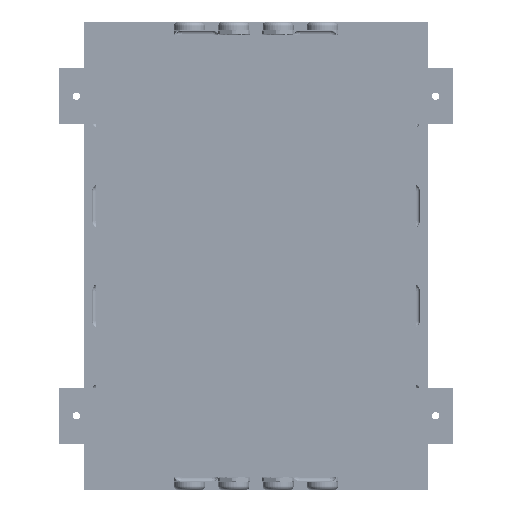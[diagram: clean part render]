
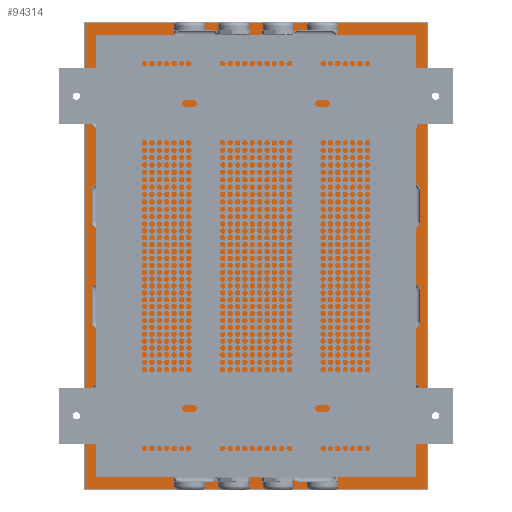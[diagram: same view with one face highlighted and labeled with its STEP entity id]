
A CAD part, front view. The second image highlights one B-rep face of the part: STEP entity #94314.
In plain terms, the highlighted face is planar.
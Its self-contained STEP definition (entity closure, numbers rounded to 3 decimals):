
#3845=FACE_BOUND('',#17295,.T.);
#3846=FACE_BOUND('',#17296,.T.);
#3847=FACE_BOUND('',#17297,.T.);
#3848=FACE_BOUND('',#17298,.T.);
#5480=PLANE('',#103876);
#9993=FACE_OUTER_BOUND('',#17294,.T.);
#17294=EDGE_LOOP('',(#82755,#82756,#82757,#82758));
#17295=EDGE_LOOP('',(#82759));
#17296=EDGE_LOOP('',(#82760));
#17297=EDGE_LOOP('',(#82761));
#17298=EDGE_LOOP('',(#82762));
#24152=LINE('',#162428,#30991);
#24156=LINE('',#162435,#30995);
#24159=LINE('',#162441,#30998);
#24161=LINE('',#162444,#31000);
#30991=VECTOR('',#129389,10.);
#30995=VECTOR('',#129395,10.);
#30998=VECTOR('',#129400,10.);
#31000=VECTOR('',#129404,10.);
#36819=CIRCLE('',#103862,7.5);
#36821=CIRCLE('',#103865,7.5);
#36823=CIRCLE('',#103868,7.5);
#36825=CIRCLE('',#103871,7.5);
#44922=VERTEX_POINT('',#162400);
#44924=VERTEX_POINT('',#162406);
#44926=VERTEX_POINT('',#162412);
#44928=VERTEX_POINT('',#162418);
#44931=VERTEX_POINT('',#162425);
#44932=VERTEX_POINT('',#162427);
#44934=VERTEX_POINT('',#162433);
#44936=VERTEX_POINT('',#162439);
#57553=EDGE_CURVE('',#44922,#44922,#36819,.T.);
#57556=EDGE_CURVE('',#44924,#44924,#36821,.T.);
#57559=EDGE_CURVE('',#44926,#44926,#36823,.T.);
#57562=EDGE_CURVE('',#44928,#44928,#36825,.T.);
#57565=EDGE_CURVE('',#44931,#44932,#24152,.T.);
#57569=EDGE_CURVE('',#44934,#44931,#24156,.T.);
#57572=EDGE_CURVE('',#44936,#44934,#24159,.T.);
#57574=EDGE_CURVE('',#44932,#44936,#24161,.T.);
#82755=ORIENTED_EDGE('',*,*,#57574,.F.);
#82756=ORIENTED_EDGE('',*,*,#57565,.F.);
#82757=ORIENTED_EDGE('',*,*,#57569,.F.);
#82758=ORIENTED_EDGE('',*,*,#57572,.F.);
#82759=ORIENTED_EDGE('',*,*,#57553,.T.);
#82760=ORIENTED_EDGE('',*,*,#57556,.T.);
#82761=ORIENTED_EDGE('',*,*,#57559,.T.);
#82762=ORIENTED_EDGE('',*,*,#57562,.T.);
#94314=ADVANCED_FACE('',(#9993,#3845,#3846,#3847,#3848),#5480,.F.);
#103862=AXIS2_PLACEMENT_3D('',#162402,#129362,#129363);
#103865=AXIS2_PLACEMENT_3D('',#162408,#129369,#129370);
#103868=AXIS2_PLACEMENT_3D('',#162414,#129376,#129377);
#103871=AXIS2_PLACEMENT_3D('',#162420,#129383,#129384);
#103876=AXIS2_PLACEMENT_3D('',#162445,#129405,#129406);
#129362=DIRECTION('center_axis',(0.,-1.,0.));
#129363=DIRECTION('ref_axis',(-1.,0.,0.));
#129369=DIRECTION('center_axis',(0.,-1.,0.));
#129370=DIRECTION('ref_axis',(-1.,0.,0.));
#129376=DIRECTION('center_axis',(0.,-1.,0.));
#129377=DIRECTION('ref_axis',(-1.,0.,0.));
#129383=DIRECTION('center_axis',(0.,-1.,0.));
#129384=DIRECTION('ref_axis',(-1.,0.,0.));
#129389=DIRECTION('',(1.,0.,0.));
#129395=DIRECTION('',(0.,0.,-1.));
#129400=DIRECTION('',(-1.,0.,0.));
#129404=DIRECTION('',(0.,0.,1.));
#129405=DIRECTION('center_axis',(0.,-1.,0.));
#129406=DIRECTION('ref_axis',(0.,0.,-1.));
#162400=CARTESIAN_POINT('',(-457.5,2.,810.));
#162402=CARTESIAN_POINT('Origin',(-465.,2.,810.));
#162406=CARTESIAN_POINT('',(-457.5,2.,140.));
#162408=CARTESIAN_POINT('Origin',(-465.,2.,140.));
#162412=CARTESIAN_POINT('',(-227.5,2.,140.));
#162414=CARTESIAN_POINT('Origin',(-235.,2.,140.));
#162418=CARTESIAN_POINT('',(-227.5,2.,810.));
#162420=CARTESIAN_POINT('Origin',(-235.,2.,810.));
#162425=CARTESIAN_POINT('',(-698.,2.,2.));
#162427=CARTESIAN_POINT('',(-2.,2.,2.));
#162428=CARTESIAN_POINT('',(-2.,2.,2.));
#162433=CARTESIAN_POINT('',(-698.,2.,948.));
#162435=CARTESIAN_POINT('',(-698.,2.,2.));
#162439=CARTESIAN_POINT('',(-2.,2.,948.));
#162441=CARTESIAN_POINT('',(-698.,2.,948.));
#162444=CARTESIAN_POINT('',(-2.,2.,948.));
#162445=CARTESIAN_POINT('Origin',(-350.,2.,475.));
